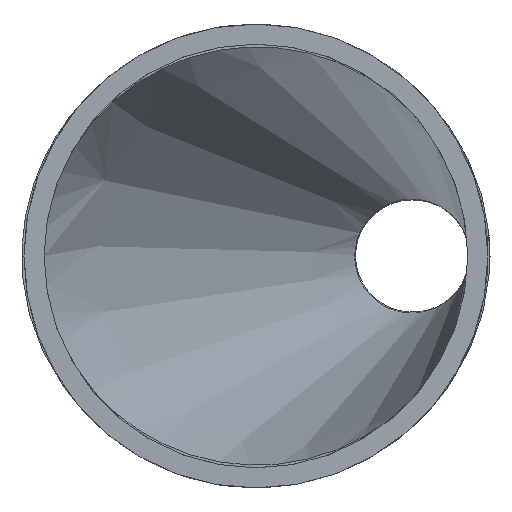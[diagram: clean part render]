
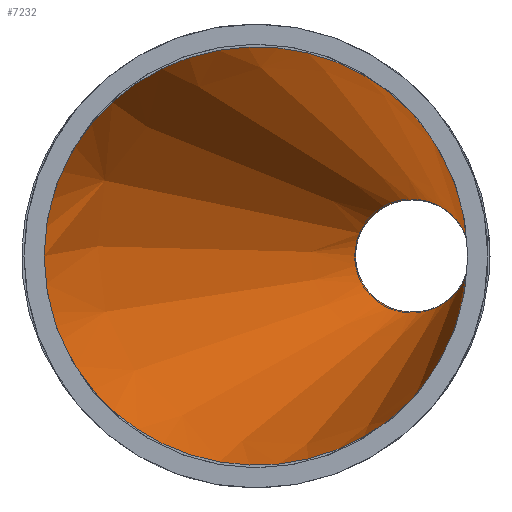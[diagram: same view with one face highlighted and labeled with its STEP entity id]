
A CAD part, left-side view. The second image highlights one B-rep face of the part: STEP entity #7232.
In plain terms, the highlighted conical face has half-angle 10.99 degrees and reference radius 11.141 mm.
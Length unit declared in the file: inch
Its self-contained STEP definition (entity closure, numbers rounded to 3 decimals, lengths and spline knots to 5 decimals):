
#71=FACE_BOUND('',#1274,.T.);
#834=FACE_OUTER_BOUND('',#1273,.T.);
#1273=EDGE_LOOP('',(#6704,#6705,#6706,#6707,#6708,#6709));
#1274=EDGE_LOOP('',(#6710,#6711,#6712,#6713));
#2325=ELLIPSE('',#7592,0.68945,0.67633);
#2326=ELLIPSE('',#7595,0.68945,0.67633);
#2327=ELLIPSE('',#7603,0.18495,0.18143);
#2328=ELLIPSE('',#7609,0.68844,0.67534);
#2329=ELLIPSE('',#7610,0.18596,0.18242);
#2746=B_SPLINE_CURVE_WITH_KNOTS('',3,(#16364,#16365,#16366,#16367,#16368,
#16369,#16370,#16371,#16372,#16373,#16374,#16375,#16376,#16377,#16378,#16379),
 .UNSPECIFIED.,.F.,.F.,(4,3,3,3,3,4),(4.56093,4.93124,
5.16987,5.35669,5.85928,5.91709),
 .UNSPECIFIED.);
#2747=B_SPLINE_CURVE_WITH_KNOTS('',3,(#16381,#16382,#16383,#16384),
 .UNSPECIFIED.,.F.,.F.,(4,4),(9.21362,9.24609),
 .UNSPECIFIED.);
#2748=B_SPLINE_CURVE_WITH_KNOTS('',3,(#16387,#16388,#16389,#16390),
 .UNSPECIFIED.,.F.,.F.,(4,4),(1.23193,1.26439),
 .UNSPECIFIED.);
#2749=B_SPLINE_CURVE_WITH_KNOTS('',3,(#16392,#16393,#16394,#16395),
 .UNSPECIFIED.,.F.,.F.,(4,4),(3.24349,3.2741),
 .UNSPECIFIED.);
#2750=B_SPLINE_CURVE_WITH_KNOTS('',3,(#16397,#16398,#16399,#16400),
 .UNSPECIFIED.,.F.,.F.,(4,4),(1.13683,1.16744),
 .UNSPECIFIED.);
#3467=VERTEX_POINT('',#16340);
#3468=VERTEX_POINT('',#16341);
#3469=VERTEX_POINT('',#16345);
#3470=VERTEX_POINT('',#16346);
#3471=VERTEX_POINT('',#16355);
#3472=VERTEX_POINT('',#16356);
#3473=VERTEX_POINT('',#16380);
#3474=VERTEX_POINT('',#16385);
#3475=VERTEX_POINT('',#16391);
#3476=VERTEX_POINT('',#16396);
#4548=EDGE_CURVE('',#3468,#3467,#2325,.T.);
#4550=EDGE_CURVE('',#3470,#3469,#2326,.T.);
#4554=EDGE_CURVE('',#3472,#3471,#2327,.T.);
#4557=EDGE_CURVE('',#3467,#3470,#2746,.T.);
#4558=EDGE_CURVE('',#3469,#3473,#2747,.T.);
#4559=EDGE_CURVE('',#3474,#3473,#2328,.T.);
#4560=EDGE_CURVE('',#3474,#3468,#2748,.T.);
#4561=EDGE_CURVE('',#3475,#3472,#2749,.T.);
#4562=EDGE_CURVE('',#3471,#3476,#2750,.T.);
#4563=EDGE_CURVE('',#3475,#3476,#2329,.T.);
#6704=ORIENTED_EDGE('',*,*,#4557,.T.);
#6705=ORIENTED_EDGE('',*,*,#4550,.T.);
#6706=ORIENTED_EDGE('',*,*,#4558,.T.);
#6707=ORIENTED_EDGE('',*,*,#4559,.F.);
#6708=ORIENTED_EDGE('',*,*,#4560,.T.);
#6709=ORIENTED_EDGE('',*,*,#4548,.T.);
#6710=ORIENTED_EDGE('',*,*,#4561,.T.);
#6711=ORIENTED_EDGE('',*,*,#4554,.T.);
#6712=ORIENTED_EDGE('',*,*,#4562,.T.);
#6713=ORIENTED_EDGE('',*,*,#4563,.F.);
#6795=CONICAL_SURFACE('',#7608,0.43862,10.99);
#7232=ADVANCED_FACE('',(#834,#71),#6795,.F.);
#7592=AXIS2_PLACEMENT_3D('',#16343,#8705,#8706);
#7595=AXIS2_PLACEMENT_3D('',#16348,#8711,#8712);
#7603=AXIS2_PLACEMENT_3D('',#16358,#8727,#8728);
#7608=AXIS2_PLACEMENT_3D('',#16363,#8737,#8738);
#7609=AXIS2_PLACEMENT_3D('',#16386,#8739,#8740);
#7610=AXIS2_PLACEMENT_3D('',#16401,#8741,#8742);
#8705=DIRECTION('center_axis',(-1.,0.,0.));
#8706=DIRECTION('ref_axis',(0.,-1.,0.));
#8711=DIRECTION('center_axis',(-1.,0.,0.));
#8712=DIRECTION('ref_axis',(0.,-1.,0.));
#8727=DIRECTION('center_axis',(1.,0.,0.));
#8728=DIRECTION('ref_axis',(0.,-1.,0.));
#8737=DIRECTION('center_axis',(-0.982,0.191,0.));
#8738=DIRECTION('ref_axis',(0.191,0.982,0.));
#8739=DIRECTION('center_axis',(1.,0.,0.));
#8740=DIRECTION('ref_axis',(0.,-1.,0.));
#8741=DIRECTION('center_axis',(-1.,0.,0.));
#8742=DIRECTION('ref_axis',(0.,-1.,0.));
#16340=CARTESIAN_POINT('',(1.495,0.62842,0.27261));
#16341=CARTESIAN_POINT('',(1.495,-0.49842,0.4699));
#16343=CARTESIAN_POINT('Origin',(1.495,-0.00255,0.));
#16345=CARTESIAN_POINT('',(1.495,-0.49842,-0.4699));
#16346=CARTESIAN_POINT('',(1.495,0.62842,-0.27261));
#16348=CARTESIAN_POINT('Origin',(1.495,-0.00255,0.));
#16355=CARTESIAN_POINT('',(3.995,-0.63714,0.12896));
#16356=CARTESIAN_POINT('',(3.995,-0.63714,-0.12896));
#16358=CARTESIAN_POINT('Origin',(3.995,-0.50705,0.));
#16363=CARTESIAN_POINT('Origin',(2.69423,-0.26143,0.));
#16364=CARTESIAN_POINT('Ctrl Pts',(1.495,0.62842,0.27261));
#16365=CARTESIAN_POINT('Ctrl Pts',(1.49671,0.64906,0.22502));
#16366=CARTESIAN_POINT('Ctrl Pts',(1.49799,0.66432,0.17474));
#16367=CARTESIAN_POINT('Ctrl Pts',(1.49877,0.67363,0.1243));
#16368=CARTESIAN_POINT('Ctrl Pts',(1.49927,0.67963,0.09179));
#16369=CARTESIAN_POINT('Ctrl Pts',(1.49957,0.68318,0.05924));
#16370=CARTESIAN_POINT('Ctrl Pts',(1.49968,0.68445,0.02744));
#16371=CARTESIAN_POINT('Ctrl Pts',(1.49976,0.68545,0.00254));
#16372=CARTESIAN_POINT('Ctrl Pts',(1.49973,0.68511,-0.02183));
#16373=CARTESIAN_POINT('Ctrl Pts',(1.49959,0.68339,-0.04693));
#16374=CARTESIAN_POINT('Ctrl Pts',(1.4992,0.67875,-0.11448));
#16375=CARTESIAN_POINT('Ctrl Pts',(1.49791,0.66344,-0.18451));
#16376=CARTESIAN_POINT('Ctrl Pts',(1.49577,0.6377,-0.25014));
#16377=CARTESIAN_POINT('Ctrl Pts',(1.49552,0.63473,-0.25769));
#16378=CARTESIAN_POINT('Ctrl Pts',(1.49527,0.63164,-0.26518));
#16379=CARTESIAN_POINT('Ctrl Pts',(1.495,0.62842,-0.27261));
#16380=CARTESIAN_POINT('',(1.5,-0.50682,-0.46083));
#16381=CARTESIAN_POINT('Ctrl Pts',(1.495,-0.49842,-0.4699));
#16382=CARTESIAN_POINT('Ctrl Pts',(1.49662,-0.50128,
-0.46686));
#16383=CARTESIAN_POINT('Ctrl Pts',(1.49828,-0.50408,
-0.46384));
#16384=CARTESIAN_POINT('Ctrl Pts',(1.5,-0.50682,-0.46083));
#16385=CARTESIAN_POINT('',(1.5,-0.50682,0.46083));
#16386=CARTESIAN_POINT('Origin',(1.5,-0.00356,0.));
#16387=CARTESIAN_POINT('Ctrl Pts',(1.5,-0.50682,0.46083));
#16388=CARTESIAN_POINT('Ctrl Pts',(1.49828,-0.50408,0.46384));
#16389=CARTESIAN_POINT('Ctrl Pts',(1.49662,-0.50128,
0.46686));
#16390=CARTESIAN_POINT('Ctrl Pts',(1.495,-0.49842,0.4699));
#16391=CARTESIAN_POINT('',(3.99,-0.62871,-0.1371));
#16392=CARTESIAN_POINT('Ctrl Pts',(3.99,-0.62871,-0.1371));
#16393=CARTESIAN_POINT('Ctrl Pts',(3.9915,-0.63171,
-0.13439));
#16394=CARTESIAN_POINT('Ctrl Pts',(3.99317,-0.63453,
-0.13165));
#16395=CARTESIAN_POINT('Ctrl Pts',(3.995,-0.63714,-0.12896));
#16396=CARTESIAN_POINT('',(3.99,-0.62871,0.1371));
#16397=CARTESIAN_POINT('Ctrl Pts',(3.995,-0.63714,0.12896));
#16398=CARTESIAN_POINT('Ctrl Pts',(3.99317,-0.63453,
0.13165));
#16399=CARTESIAN_POINT('Ctrl Pts',(3.9915,-0.63171,0.13439));
#16400=CARTESIAN_POINT('Ctrl Pts',(3.99,-0.62871,0.1371));
#16401=CARTESIAN_POINT('Origin',(3.99,-0.50604,0.));
